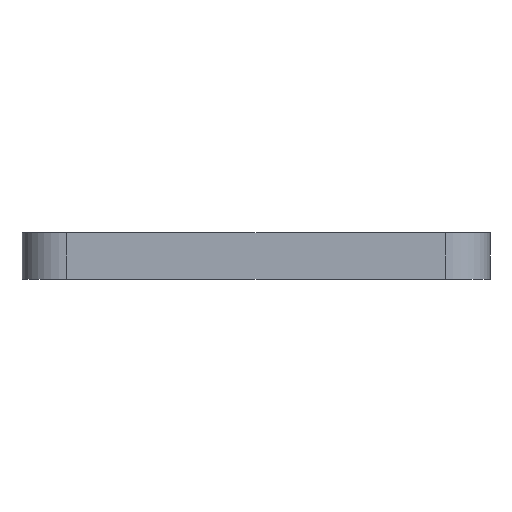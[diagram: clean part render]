
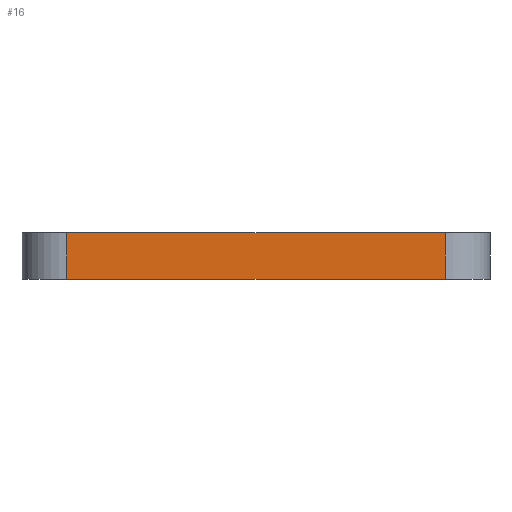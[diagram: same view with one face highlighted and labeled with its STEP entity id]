
A CAD part, front view. The second image highlights one B-rep face of the part: STEP entity #16.
In plain terms, the highlighted planar face has unit normal (0, -1, 0).
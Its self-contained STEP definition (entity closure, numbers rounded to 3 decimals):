
#16=ADVANCED_FACE('',(#80),#938,.T.);
#80=FACE_OUTER_BOUND('',#141,.T.);
#141=EDGE_LOOP('',(#236,#237,#238,#239));
#236=ORIENTED_EDGE('',*,*,#507,.F.);
#237=ORIENTED_EDGE('',*,*,#508,.F.);
#238=ORIENTED_EDGE('',*,*,#509,.F.);
#239=ORIENTED_EDGE('',*,*,#490,.F.);
#490=EDGE_CURVE('',#824,#825,#722,.T.);
#507=EDGE_CURVE('',#854,#824,#739,.T.);
#508=EDGE_CURVE('',#855,#854,#740,.T.);
#509=EDGE_CURVE('',#825,#855,#741,.T.);
#722=B_SPLINE_CURVE_WITH_KNOTS('',1,(#1638,#1639),.UNSPECIFIED.,.F.,.F.,
(2,2),(0.,34.),.UNSPECIFIED.);
#739=B_SPLINE_CURVE_WITH_KNOTS('',1,(#1672,#1673),.UNSPECIFIED.,.F.,.F.,
(2,2),(-4.15,0.),.UNSPECIFIED.);
#740=B_SPLINE_CURVE_WITH_KNOTS('',1,(#1674,#1675),.UNSPECIFIED.,.F.,.F.,
(2,2),(-34.,0.),.UNSPECIFIED.);
#741=B_SPLINE_CURVE_WITH_KNOTS('',1,(#1676,#1677),.UNSPECIFIED.,.F.,.F.,
(2,2),(-4.15,0.),.UNSPECIFIED.);
#824=VERTEX_POINT('',#1550);
#825=VERTEX_POINT('',#1551);
#854=VERTEX_POINT('',#1580);
#855=VERTEX_POINT('',#1581);
#938=PLANE('',#1056);
#1056=AXIS2_PLACEMENT_3D('',#1286,#1149,$);
#1149=DIRECTION('',(0.,-1.,0.));
#1286=CARTESIAN_POINT('',(20.4,-21.,-0.415));
#1550=CARTESIAN_POINT('',(17.,-21.,0.));
#1551=CARTESIAN_POINT('',(-17.,-21.,0.));
#1580=CARTESIAN_POINT('',(17.,-21.,4.15));
#1581=CARTESIAN_POINT('',(-17.,-21.,4.15));
#1638=CARTESIAN_POINT('',(17.,-21.,0.));
#1639=CARTESIAN_POINT('',(-17.,-21.,0.));
#1672=CARTESIAN_POINT('',(17.,-21.,4.15));
#1673=CARTESIAN_POINT('',(17.,-21.,0.));
#1674=CARTESIAN_POINT('',(-17.,-21.,4.15));
#1675=CARTESIAN_POINT('',(17.,-21.,4.15));
#1676=CARTESIAN_POINT('',(-17.,-21.,0.));
#1677=CARTESIAN_POINT('',(-17.,-21.,4.15));
